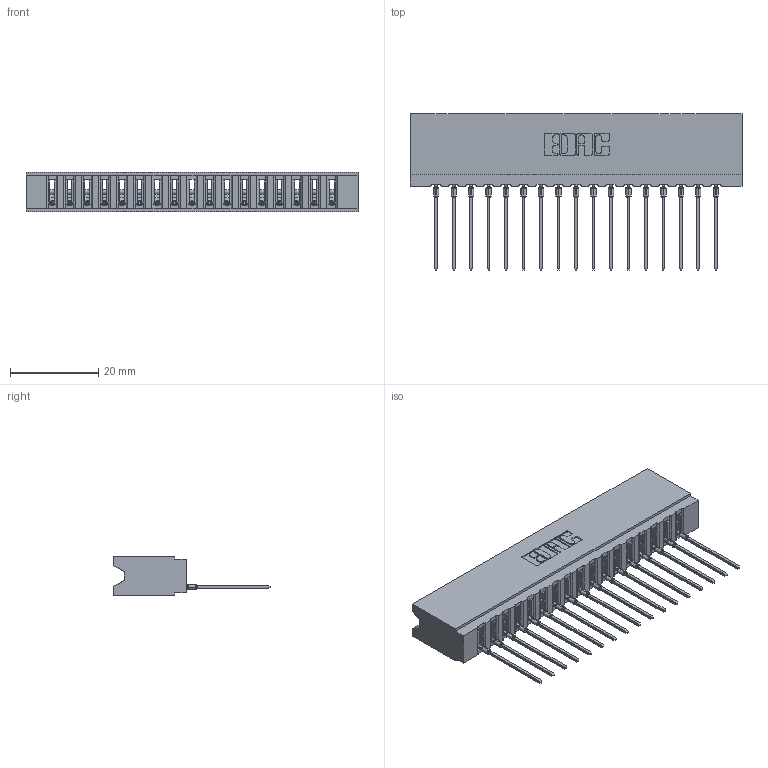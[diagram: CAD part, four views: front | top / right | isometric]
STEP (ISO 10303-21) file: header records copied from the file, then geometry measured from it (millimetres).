
FILE_DESCRIPTION (( 'STEP AP203' ), '1' );
FILE_NAME ('737-017-541-106.STEP', '2026-02-24T21:25:01', ( '' ), ( '' ), 'SwSTEP 2.0', 'SolidWorks 2023', '' );
FILE_SCHEMA (( 'CONFIG_CONTROL_DESIGN' ));
Length unit declared in the file: millimetre
Products named in the file (3): 745-292-001_541; 737-017-541-106; 737 Part_Insulator Option - 06
Assembly tree (18 placements, depth 2):
  737-017-541-106
    737 Part_Insulator Option - 06
    745-292-001_541  x17
Bounding box: 75.23 x 35.45 x 8.89 mm (x, y, z)
Volume: 7430.5 mm3; surface area: 10208.3 mm2
Topology: 18 solids, 18 shells, 2016 faces, 5544 edges, 3502 vertices
Faces by surface type: plane 1211, cylinder 363, bspline 340, torus 102
Entity records: 32037 total; most frequent: CARTESIAN_POINT 6149, ORIENTED_EDGE 5552, DIRECTION 4834, EDGE_CURVE 2776, VECTOR 2492, LINE 2492, VERTEX_POINT 1774, AXIS2_PLACEMENT_3D 1171
